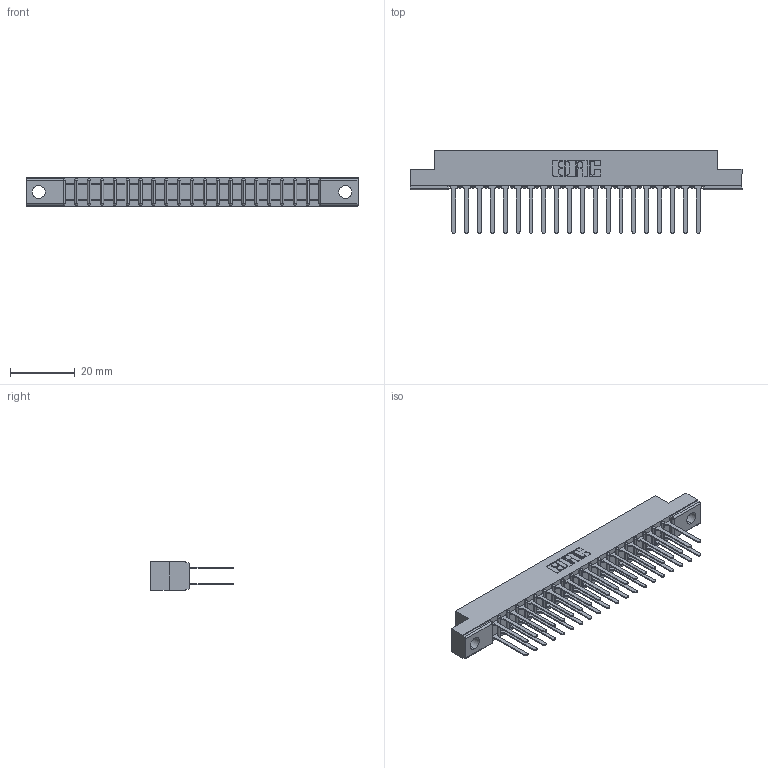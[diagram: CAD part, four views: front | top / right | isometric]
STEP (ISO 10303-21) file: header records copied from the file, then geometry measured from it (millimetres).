
FILE_DESCRIPTION (( 'STEP AP203' ), '1' );
FILE_NAME ('357-040-542-204.STEP', '2019-09-18T05:24:29', ( '' ), ( '' ), 'SwSTEP 2.0', 'SolidWorks 2016', '' );
FILE_SCHEMA (( 'CONFIG_CONTROL_DESIGN' ));
Length unit declared in the file: inch
Products named in the file (3): 307 Part_.156 Dia Mounting Holes; 357-040-542-204; 307-290-001_542
Assembly tree (41 placements, depth 2):
  357-040-542-204
    307 Part_.156 Dia Mounting Holes
    307-290-001_542  x40
Bounding box: 102.26 x 25.43 x 8.71 mm (x, y, z)
Volume: 6736 mm3; surface area: 12532.5 mm2
Topology: 41 solids, 41 shells, 1993 faces, 5559 edges, 3594 vertices
Faces by surface type: plane 1324, cylinder 627, sphere 42
Entity records: 20884 total; most frequent: CARTESIAN_POINT 3426, ORIENTED_EDGE 3390, DIRECTION 3357, EDGE_CURVE 1695, VECTOR 1299, LINE 1299, VERTEX_POINT 1098, AXIS2_PLACEMENT_3D 1029
